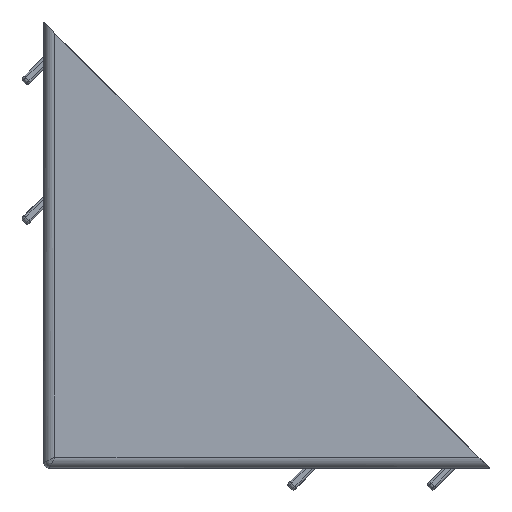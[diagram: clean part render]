
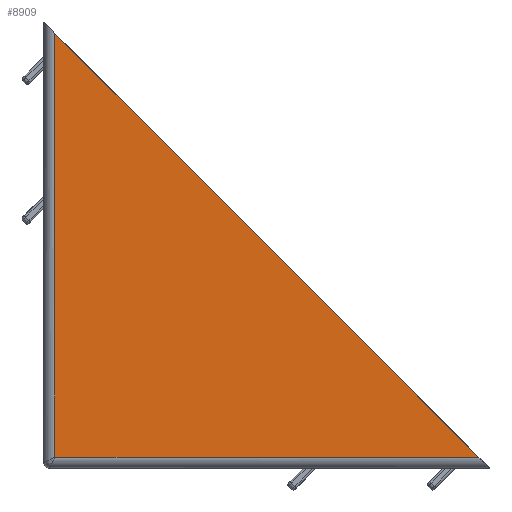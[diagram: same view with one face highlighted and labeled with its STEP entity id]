
A CAD part, left-side view. The second image highlights one B-rep face of the part: STEP entity #8909.
In plain terms, the highlighted planar face has unit normal (-1, 0, 0).
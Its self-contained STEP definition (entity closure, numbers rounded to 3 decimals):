
#154=CARTESIAN_POINT('',(-10.0,-1.,1.));
#155=VERTEX_POINT('',#154);
#636=CARTESIAN_POINT('',(-10.0,-1.,39.));
#637=VERTEX_POINT('',#636);
#638=CARTESIAN_POINT('',(-10.,-1.0,1.));
#639=DIRECTION('',(0.0,0.0,1.0));
#640=VECTOR('',#639,38.);
#641=LINE('',#638,#640);
#642=EDGE_CURVE('',#155,#637,#641,.T.);
#903=CARTESIAN_POINT('',(-10.0,-39.0,1.0));
#904=VERTEX_POINT('',#903);
#905=CARTESIAN_POINT('',(-10.0,-39.0,1.0));
#906=DIRECTION('',(0.0,0.707,0.707));
#907=VECTOR('',#906,53.74);
#908=LINE('',#905,#907);
#909=EDGE_CURVE('',#904,#637,#908,.T.);
#8890=CARTESIAN_POINT('',(-10.,-39.0,1.0));
#8891=DIRECTION('',(0.0,1.0,0.0));
#8892=VECTOR('',#8891,38.0);
#8893=LINE('',#8890,#8892);
#8894=EDGE_CURVE('',#904,#155,#8893,.T.);
#8899=CARTESIAN_POINT('',(-10.,-20.,5.858));
#8900=DIRECTION('',(1.0,0.0,0.0));
#8901=DIRECTION('',(0.0,0.0,-1.0));
#8902=AXIS2_PLACEMENT_3D('',#8899,#8900,#8901);
#8903=PLANE('',#8902);
#8904=ORIENTED_EDGE('',*,*,#642,.F.);
#8905=ORIENTED_EDGE('',*,*,#8894,.F.);
#8906=ORIENTED_EDGE('',*,*,#909,.T.);
#8907=EDGE_LOOP('',(#8904,#8905,#8906));
#8908=FACE_OUTER_BOUND('',#8907,.T.);
#8909=ADVANCED_FACE('',(#8908),#8903,.F.);
